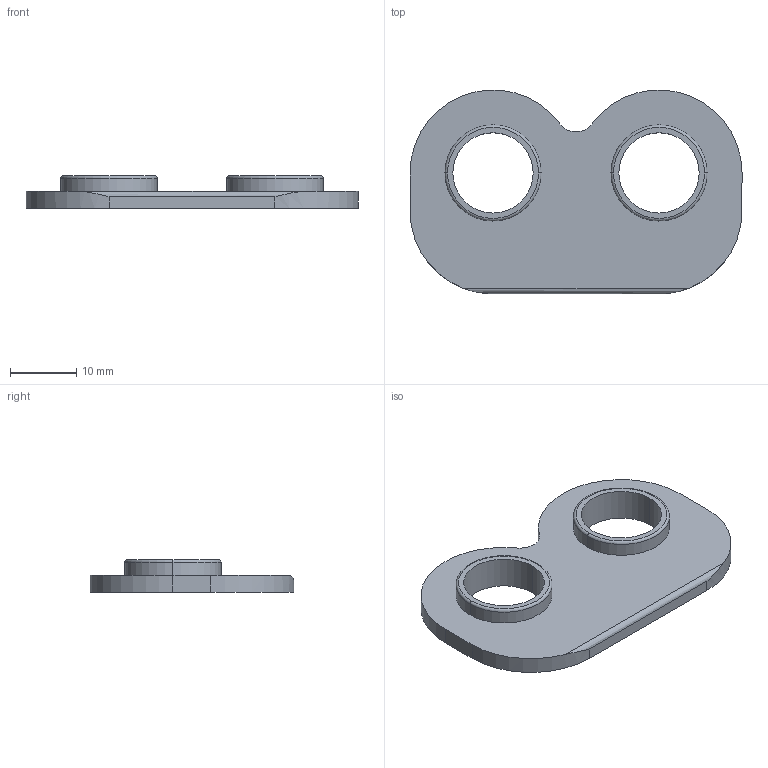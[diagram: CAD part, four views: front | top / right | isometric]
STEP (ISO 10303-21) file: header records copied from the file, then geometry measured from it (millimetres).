
FILE_DESCRIPTION (( 'STEP AP214' ), '1' );
FILE_NAME ('78-1102.STEP', '2025-10-11T15:21:34', ( '' ), ( '' ), 'SwSTEP 2.0', 'SolidWorks 2010', '' );
FILE_SCHEMA (( 'AUTOMOTIVE_DESIGN' ));
Length unit declared in the file: inch
Products named in the file (1): 78-1102
Bounding box: 50 x 30.68 x 4.92 mm (x, y, z)
Volume: 3052.7 mm3; surface area: 3154.3 mm2
Topology: 1 solids, 1 shells, 25 faces, 59 edges, 38 vertices
Faces by surface type: cylinder 14, plane 7, torus 4
Entity records: 799 total; most frequent: CARTESIAN_POINT 143, DIRECTION 143, ORIENTED_EDGE 118, AXIS2_PLACEMENT_3D 60, EDGE_CURVE 59, VERTEX_POINT 38, CIRCLE 34, EDGE_LOOP 31
